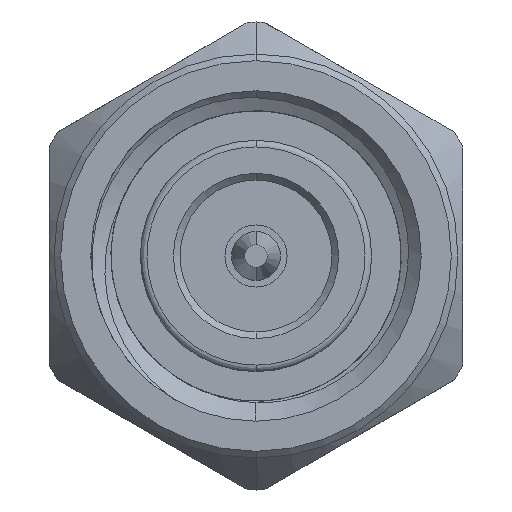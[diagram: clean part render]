
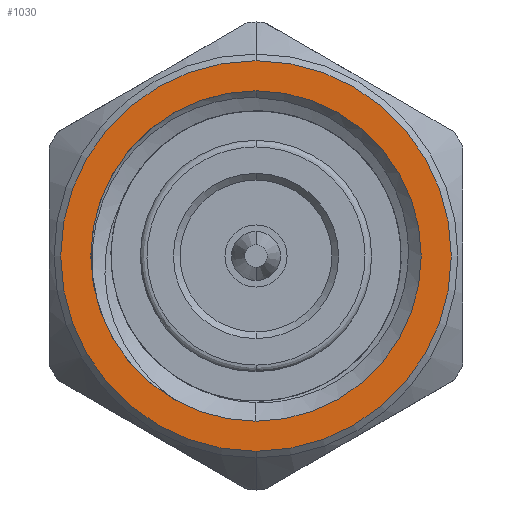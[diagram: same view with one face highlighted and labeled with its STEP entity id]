
A CAD part, left-side view. The second image highlights one B-rep face of the part: STEP entity #1030.
In plain terms, the highlighted planar face has unit normal (-1, 0, 0).
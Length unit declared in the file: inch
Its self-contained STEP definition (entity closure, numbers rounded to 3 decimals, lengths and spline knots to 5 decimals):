
#454 = ORIENTED_EDGE ( 'NONE', *, *, #2477, .T. ) ;
#517 = CIRCLE ( 'NONE', #1943, 0.14779 ) ;
#532 = DIRECTION ( 'NONE',  ( 0., 0., -1. ) ) ;
#1001 = DIRECTION ( 'NONE',  ( 0., 0., 1. ) ) ;
#1030 = ADVANCED_FACE ( 'NONE', ( #5059, #2257 ), #3776, .F. ) ;
#1271 = CARTESIAN_POINT ( 'NONE',  ( 0., 0., 0. ) ) ;
#1315 = ORIENTED_EDGE ( 'NONE', *, *, #7286, .T. ) ;
#1322 = CIRCLE ( 'NONE', #2510, 0.125 ) ;
#1540 = AXIS2_PLACEMENT_3D ( 'NONE', #6387, #4162, #6432 ) ;
#1590 = DIRECTION ( 'NONE',  ( 0., 0., -1. ) ) ;
#1775 = VERTEX_POINT ( 'NONE', #5929 ) ;
#1943 = AXIS2_PLACEMENT_3D ( 'NONE', #3325, #2200, #532 ) ;
#2200 = DIRECTION ( 'NONE',  ( 1., 0., 0. ) ) ;
#2257 = FACE_BOUND ( 'NONE', #2675, .T. ) ;
#2452 = VERTEX_POINT ( 'NONE', #6818 ) ;
#2477 = EDGE_CURVE ( 'NONE', #3080, #1775, #6053, .T. ) ;
#2510 = AXIS2_PLACEMENT_3D ( 'NONE', #4438, #6122, #1001 ) ;
#2552 = EDGE_LOOP ( 'NONE', ( #3587, #5814 ) ) ;
#2675 = EDGE_LOOP ( 'NONE', ( #454, #1315 ) ) ;
#3080 = VERTEX_POINT ( 'NONE', #4093 ) ;
#3269 = AXIS2_PLACEMENT_3D ( 'NONE', #4948, #4429, #1590 ) ;
#3325 = CARTESIAN_POINT ( 'NONE',  ( 0., 0., 0. ) ) ;
#3540 = CARTESIAN_POINT ( 'NONE',  ( 0., 0., -0.14779 ) ) ;
#3587 = ORIENTED_EDGE ( 'NONE', *, *, #6058, .F. ) ;
#3776 = PLANE ( 'NONE',  #3269 ) ;
#3849 = CIRCLE ( 'NONE', #4346, 0.14779 ) ;
#4093 = CARTESIAN_POINT ( 'NONE',  ( 0., 0., 0.125 ) ) ;
#4162 = DIRECTION ( 'NONE',  ( 1., 0., 0. ) ) ;
#4346 = AXIS2_PLACEMENT_3D ( 'NONE', #1271, #4620, #5782 ) ;
#4429 = DIRECTION ( 'NONE',  ( 1., 0., 0. ) ) ;
#4438 = CARTESIAN_POINT ( 'NONE',  ( 0., 0., 0. ) ) ;
#4620 = DIRECTION ( 'NONE',  ( 1., 0., 0. ) ) ;
#4948 = CARTESIAN_POINT ( 'NONE',  ( 0., 0., 0. ) ) ;
#5059 = FACE_OUTER_BOUND ( 'NONE', #2552, .T. ) ;
#5074 = VERTEX_POINT ( 'NONE', #3540 ) ;
#5782 = DIRECTION ( 'NONE',  ( 0., 0., -1. ) ) ;
#5814 = ORIENTED_EDGE ( 'NONE', *, *, #6850, .F. ) ;
#5929 = CARTESIAN_POINT ( 'NONE',  ( 0., 0., -0.125 ) ) ;
#6053 = CIRCLE ( 'NONE', #1540, 0.125 ) ;
#6058 = EDGE_CURVE ( 'NONE', #5074, #2452, #517, .T. ) ;
#6122 = DIRECTION ( 'NONE',  ( 1., 0., 0. ) ) ;
#6387 = CARTESIAN_POINT ( 'NONE',  ( 0., 0., 0. ) ) ;
#6432 = DIRECTION ( 'NONE',  ( 0., 0., 1. ) ) ;
#6818 = CARTESIAN_POINT ( 'NONE',  ( 0., 0., 0.14779 ) ) ;
#6850 = EDGE_CURVE ( 'NONE', #2452, #5074, #3849, .T. ) ;
#7286 = EDGE_CURVE ( 'NONE', #1775, #3080, #1322, .T. ) ;
